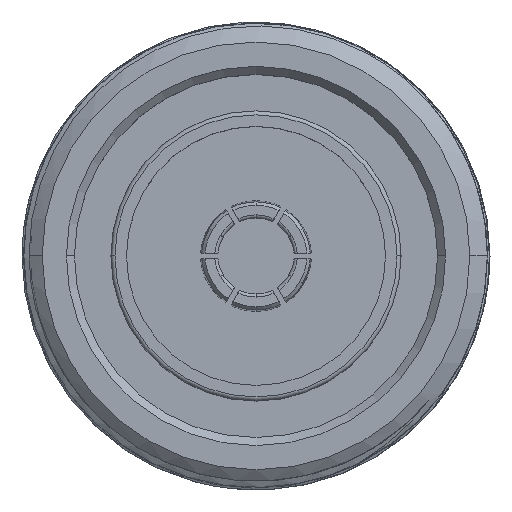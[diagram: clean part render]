
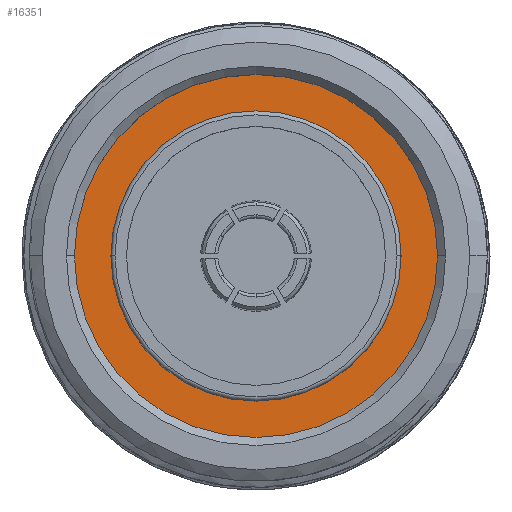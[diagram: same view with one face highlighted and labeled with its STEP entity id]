
A CAD part, top view. The second image highlights one B-rep face of the part: STEP entity #16351.
In plain terms, the highlighted planar face has unit normal (0, 0, 1).
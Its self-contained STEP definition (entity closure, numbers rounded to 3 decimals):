
#1020 = DIRECTION ( 'NONE',  ( 0., 0., 1. ) ) ;
#1272 = AXIS2_PLACEMENT_3D ( 'NONE', #35686, #1020, #41567 ) ;
#1654 = VERTEX_POINT ( 'NONE', #12634 ) ;
#2104 = EDGE_CURVE ( 'NONE', #17505, #45904, #12940, .T. ) ;
#2230 = DIRECTION ( 'NONE',  ( -1., 0., 0. ) ) ;
#5026 = ORIENTED_EDGE ( 'NONE', *, *, #52966, .T. ) ;
#8448 = AXIS2_PLACEMENT_3D ( 'NONE', #71592, #36879, #2230 ) ;
#10524 = EDGE_CURVE ( 'NONE', #45904, #17505, #42084, .T. ) ;
#10811 = CARTESIAN_POINT ( 'NONE',  ( 8.99, 0., -4.96 ) ) ;
#12634 = CARTESIAN_POINT ( 'NONE',  ( 11.25, 0., -4.96 ) ) ;
#12940 = CIRCLE ( 'NONE', #17371, 8.99 ) ;
#16351 = ADVANCED_FACE ( 'NONE', ( #60872, #31884 ), #65241, .F. ) ;
#17371 = AXIS2_PLACEMENT_3D ( 'NONE', #56861, #22207, #62660 ) ;
#17505 = VERTEX_POINT ( 'NONE', #10811 ) ;
#19205 = AXIS2_PLACEMENT_3D ( 'NONE', #30486, #70915, #36225 ) ;
#19898 = CARTESIAN_POINT ( 'NONE',  ( -8.99, 0., -4.96 ) ) ;
#20609 = EDGE_CURVE ( 'NONE', #49833, #1654, #47993, .T. ) ;
#22207 = DIRECTION ( 'NONE',  ( 0., 0., -1. ) ) ;
#22579 = EDGE_LOOP ( 'NONE', ( #5026, #46100 ) ) ;
#30486 = CARTESIAN_POINT ( 'NONE',  ( 0., 0., -4.96 ) ) ;
#30580 = DIRECTION ( 'NONE',  ( 0., 0., -1. ) ) ;
#31884 = FACE_BOUND ( 'NONE', #65454, .T. ) ;
#32255 = CIRCLE ( 'NONE', #19205, 11.25 ) ;
#35686 = CARTESIAN_POINT ( 'NONE',  ( 0., 0., -4.96 ) ) ;
#35887 = ORIENTED_EDGE ( 'NONE', *, *, #2104, .T. ) ;
#36225 = DIRECTION ( 'NONE',  ( -1., 0., 0. ) ) ;
#36879 = DIRECTION ( 'NONE',  ( 0., 0., -1. ) ) ;
#41567 = DIRECTION ( 'NONE',  ( -1., 0., 0. ) ) ;
#42084 = CIRCLE ( 'NONE', #8448, 8.99 ) ;
#44741 = AXIS2_PLACEMENT_3D ( 'NONE', #53586, #30580, #71041 ) ;
#45904 = VERTEX_POINT ( 'NONE', #19898 ) ;
#46100 = ORIENTED_EDGE ( 'NONE', *, *, #20609, .T. ) ;
#47993 = CIRCLE ( 'NONE', #1272, 11.25 ) ;
#49833 = VERTEX_POINT ( 'NONE', #59741 ) ;
#52966 = EDGE_CURVE ( 'NONE', #1654, #49833, #32255, .T. ) ;
#53586 = CARTESIAN_POINT ( 'NONE',  ( 0., 0., -4.96 ) ) ;
#56861 = CARTESIAN_POINT ( 'NONE',  ( 0., 0., -4.96 ) ) ;
#59741 = CARTESIAN_POINT ( 'NONE',  ( -11.25, 0., -4.96 ) ) ;
#60512 = ORIENTED_EDGE ( 'NONE', *, *, #10524, .T. ) ;
#60872 = FACE_OUTER_BOUND ( 'NONE', #22579, .T. ) ;
#62660 = DIRECTION ( 'NONE',  ( -1., 0., 0. ) ) ;
#65241 = PLANE ( 'NONE',  #44741 ) ;
#65454 = EDGE_LOOP ( 'NONE', ( #35887, #60512 ) ) ;
#70915 = DIRECTION ( 'NONE',  ( 0., 0., 1. ) ) ;
#71041 = DIRECTION ( 'NONE',  ( -1., 0., 0. ) ) ;
#71592 = CARTESIAN_POINT ( 'NONE',  ( 0., 0., -4.96 ) ) ;
